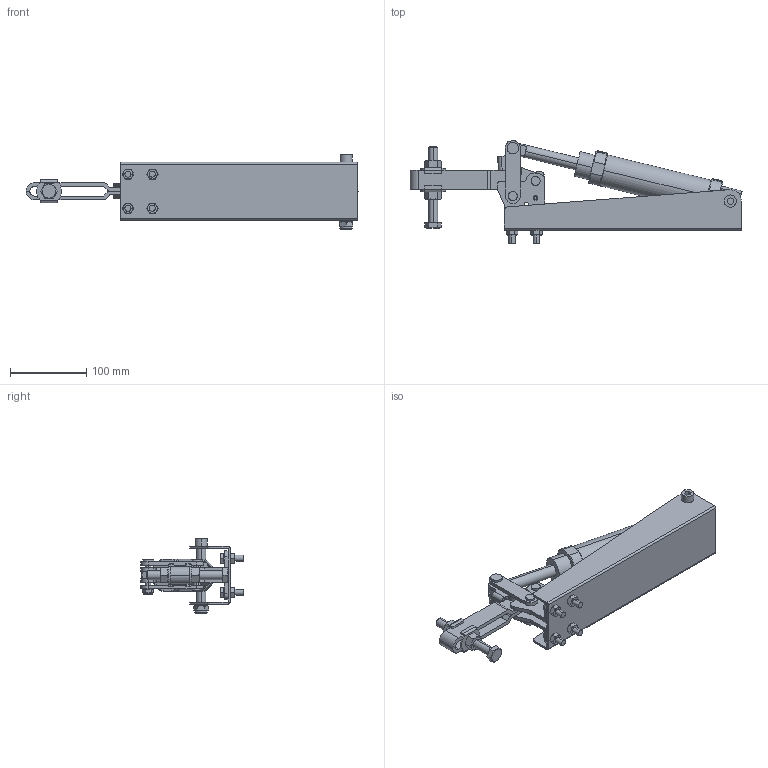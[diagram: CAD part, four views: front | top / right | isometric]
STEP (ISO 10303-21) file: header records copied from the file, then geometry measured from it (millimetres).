
FILE_DESCRIPTION (( 'STEP AP214' ), '1' );
FILE_NAME ('GH-14500-A(Â²¤Æ).STEP', '2020-07-27T05:18:50', ( 'LinWei' ), ( '' ), 'SwSTEP 2.0', 'SolidWorks 2016', '' );
FILE_SCHEMA (( 'AUTOMOTIVE_DESIGN' ));
Length unit declared in the file: millimetre
Products named in the file (8): Group7^GH-14500-A(簡化); Group5^GH-14500-A(簡化); Group4^GH-14500-A(簡化); Group3^GH-14500-A(簡化); Group2^GH-14500-A(簡化); Group1^GH-14500-A(簡化); GH-14500-A(簡化); SDA serial cylinder A_SDA 40×100-1^GH-14500-A(簡化)
Assembly tree (7 placements, depth 2):
  GH-14500-A(簡化)
    Group1^GH-14500-A(簡化)
    Group2^GH-14500-A(簡化)
    Group3^GH-14500-A(簡化)
    Group4^GH-14500-A(簡化)
    Group5^GH-14500-A(簡化)
    Group7^GH-14500-A(簡化)
    SDA serial cylinder A_SDA 40×100-1^GH-14500-A(簡化)
Bounding box: 436.26 x 134.99 x 97.92 mm (x, y, z)
Volume: 458258.1 mm3; surface area: 238602.6 mm2
Topology: 7 solids, 7 shells, 641 faces, 1544 edges, 968 vertices
Faces by surface type: plane 281, cylinder 228, cone 126, torus 4, bspline 2
Entity records: 22810 total; most frequent: CARTESIAN_POINT 5050, DIRECTION 3114, ORIENTED_EDGE 3088, EDGE_CURVE 1544, AXIS2_PLACEMENT_3D 1217, VERTEX_POINT 968, EDGE_LOOP 730, LINE 680
